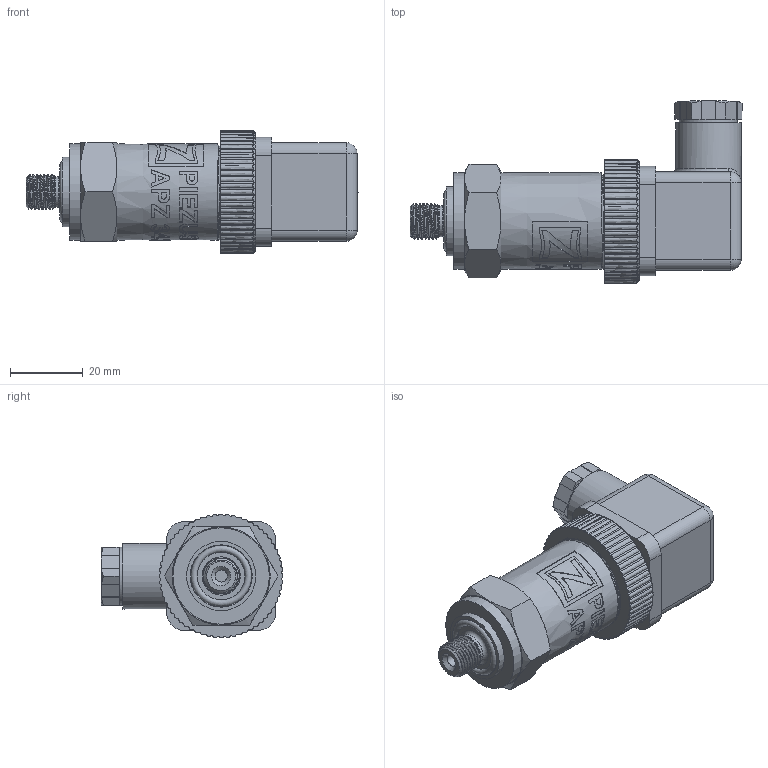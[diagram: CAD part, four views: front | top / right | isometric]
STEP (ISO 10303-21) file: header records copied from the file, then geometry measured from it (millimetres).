
FILE_DESCRIPTION(/* description */ (''),/* implementation_level */ '2;1');
FILE_NAME(/* name */ 'APZ3420_M10x1DIN_DIN43650A.step',/* time_stamp */ '2021-06-18T15:23:06+03:00',/* author */ (''),/* organization */ (''),/* preprocessor_version */ 'ST-DEVELOPER v18.1',/* originating_system */ 'Autodesk Translation Framework v10.9.0.1377',/* authorisation */ '');
FILE_SCHEMA (('AUTOMOTIVE_DESIGN { 1 0 10303 214 3 1 1 }'));
Products named in the file (5): APZ3420_; M10x1 DIN; OMAL nut M27x1.5; DIN 43650A female part 28 mm high; DIN 43650A male Hirshmann round base
Assembly tree (4 placements, depth 2):
  APZ3420_
    M10x1 DIN
    OMAL nut M27x1.5
    DIN 43650A female part 28 mm high
    DIN 43650A male Hirshmann round base
Bounding box: 91.25 x 50.02 x 34 mm (x, y, z)
Volume: 56860.7 mm3; surface area: 19878.6 mm2
Topology: 5 solids, 5 shells, 1393 faces, 3842 edges, 2556 vertices
Faces by surface type: plane 563, bspline 547, cylinder 199, cone 60, torus 18, sphere 6
Full cylindrical faces by diameter (mm): 1.6 x4, 1.65 x4, 2 x1, 2.2 x1, 2.537 x6, 2.579 x1, 2.938 x10, 3.2 x1, 3.3 x1, 5 x1, 6 x1, 7.8 x1, 8 x1, 8.5 x1, 8.744 x4, 9.884 x3, 10 x1, 13.5 x1, 16 x1, 16.7 x1, 18 x1, 19 x1, 21 x1, 21.4 x2, 22 x1, 22.4 x1, 24.4 x1, 25.132 x4, 25.526 x4, 27.208 x5
Entity records: 63511 total; most frequent: CARTESIAN_POINT 31782, ORIENTED_EDGE 7680, DIRECTION 4592, EDGE_CURVE 3840, VERTEX_POINT 2556, LINE 1828, VECTOR 1828, EDGE_LOOP 1512
